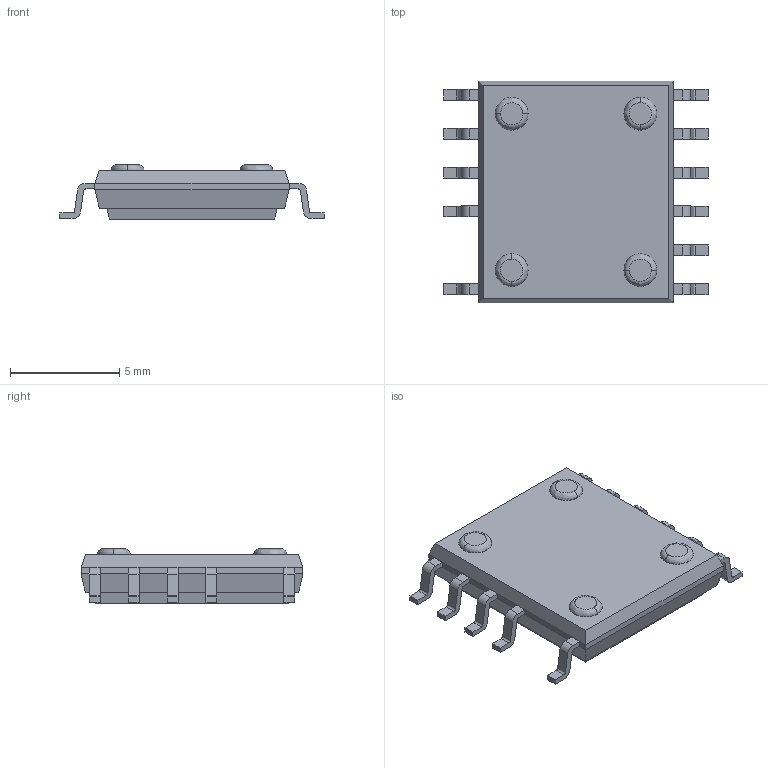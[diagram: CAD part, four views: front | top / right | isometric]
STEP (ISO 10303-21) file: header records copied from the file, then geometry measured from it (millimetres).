
FILE_DESCRIPTION (( 'STEP AP214' ), '1' );
FILE_NAME ('CE8B07B4-667F-47D2-B3C0-A2A3287E427D.STEP', '2024-05-16T15:50:22', ( '' ), ( '' ), 'SwSTEP 2.0', 'SolidWorks 2022', '' );
FILE_SCHEMA (( 'AUTOMOTIVE_DESIGN' ));
Length unit declared in the file: millimetre
Products named in the file (1): CE8B07B4-667F-47D2-B3C0-A2A3287E427D
Bounding box: 12.09 x 10.16 x 2.48 mm (x, y, z)
Volume: 190.5 mm3; surface area: 450.7 mm2
Topology: 17 solids, 17 shells, 202 faces, 488 edges, 320 vertices
Faces by surface type: plane 142, cylinder 52, bspline 8
Entity records: 8348 total; most frequent: CARTESIAN_POINT 1155, DIRECTION 986, ORIENTED_EDGE 976, EDGE_CURVE 488, LINE 364, VECTOR 364, VERTEX_POINT 320, AXIS2_PLACEMENT_3D 311
